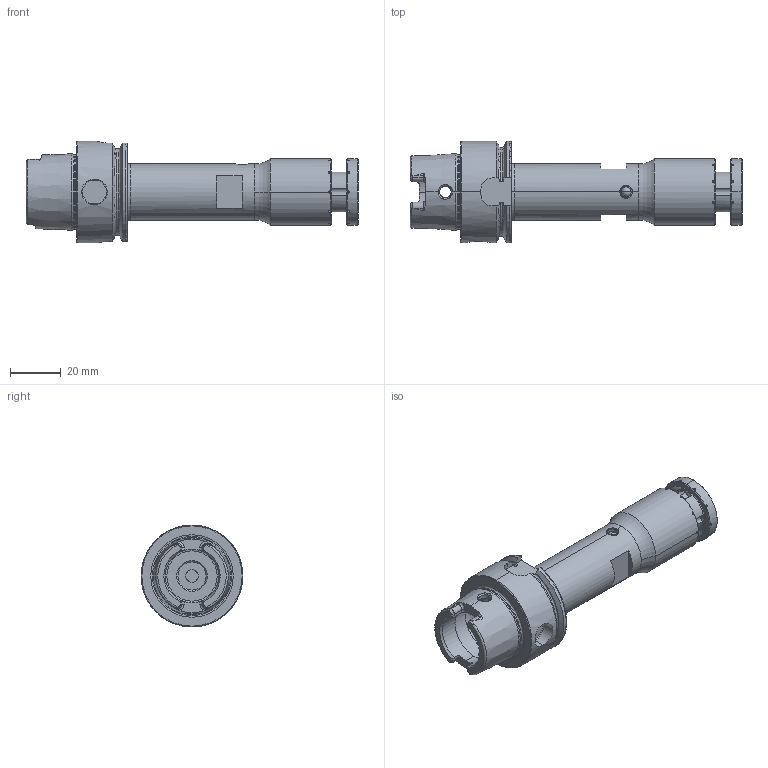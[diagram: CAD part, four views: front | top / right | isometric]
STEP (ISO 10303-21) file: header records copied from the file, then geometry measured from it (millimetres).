
FILE_DESCRIPTION (( 'STEP AP214' ), '1' );
FILE_NAME ('HA4.16S.026.100.STEP', '2022-03-09T07:29:54', ( '' ), ( '' ), 'SwSTEP 2.0', 'SolidWorks 2017', '' );
FILE_SCHEMA (( 'AUTOMOTIVE_DESIGN' ));
Length unit declared in the file: millimetre
Products named in the file (5): 16S-ER1.026.023_A; ISO 4762 - M6 x 30; HA4.16S.026.100; KVT_MB_600_050; HA4-16S.026.100_A_Fertigbearbeitung
Assembly tree (4 placements, depth 2):
  HA4.16S.026.100
    HA4-16S.026.100_A_Fertigbearbeitung
    16S-ER1.026.023_A
    KVT_MB_600_050
    ISO 4762 - M6 x 30
Bounding box: 130.4 x 40 x 40 mm (x, y, z)
Volume: 57942 mm3; surface area: 22150.9 mm2
Topology: 5 solids, 5 shells, 345 faces, 874 edges, 535 vertices
Faces by surface type: cylinder 132, cone 86, plane 74, torus 47, bspline 4, sphere 2
Entity records: 13701 total; most frequent: CARTESIAN_POINT 4238, ORIENTED_EDGE 1726, DIRECTION 1629, EDGE_CURVE 863, AXIS2_PLACEMENT_3D 663, VERTEX_POINT 532, EDGE_LOOP 401, ADVANCED_FACE 345
